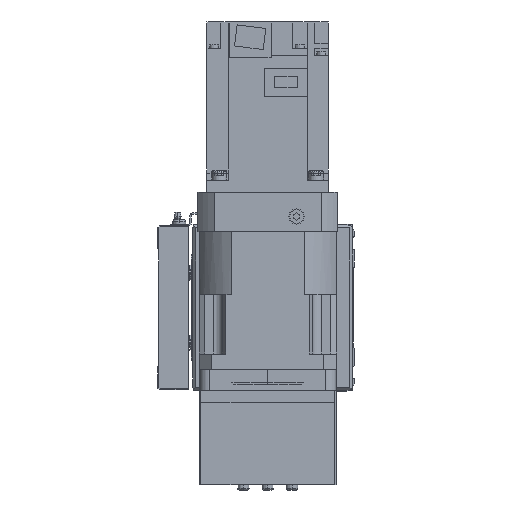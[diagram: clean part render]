
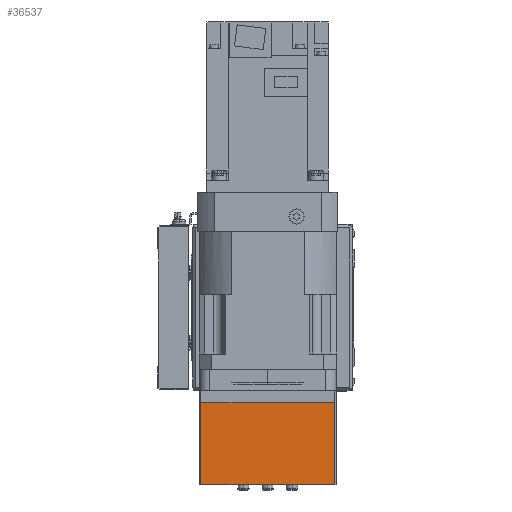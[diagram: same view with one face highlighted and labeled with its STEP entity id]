
A CAD part, left-side view. The second image highlights one B-rep face of the part: STEP entity #36537.
In plain terms, the highlighted planar face has unit normal (-1, 0, 0).
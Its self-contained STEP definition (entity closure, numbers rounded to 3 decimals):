
#3655 = CARTESIAN_POINT ( 'NONE',  ( -99.5, 100.1, -116.5 ) ) ;
#4332 = PLANE ( 'NONE',  #14322 ) ;
#6585 = VERTEX_POINT ( 'NONE', #40791 ) ;
#6841 = DIRECTION ( 'NONE',  ( 0., 0., 1. ) ) ;
#7634 = EDGE_LOOP ( 'NONE', ( #16465, #46163, #27478, #23187 ) ) ;
#9838 = DIRECTION ( 'NONE',  ( 0., 0., 1. ) ) ;
#11650 = EDGE_CURVE ( 'NONE', #6585, #39251, #41316, .T. ) ;
#12430 = DIRECTION ( 'NONE',  ( -1., 0., 0. ) ) ;
#12916 = FACE_OUTER_BOUND ( 'NONE', #7634, .T. ) ;
#14322 = AXIS2_PLACEMENT_3D ( 'NONE', #19531, #12430, #23602 ) ;
#16465 = ORIENTED_EDGE ( 'NONE', *, *, #11650, .T. ) ;
#17183 = CARTESIAN_POINT ( 'NONE',  ( -99.5, 100.1, -116.5 ) ) ;
#19024 = CARTESIAN_POINT ( 'NONE',  ( -99.5, 12.1, -62.5 ) ) ;
#19531 = CARTESIAN_POINT ( 'NONE',  ( -99.5, 100.1, -116.5 ) ) ;
#20774 = VECTOR ( 'NONE', #45310, 1000. ) ;
#23187 = ORIENTED_EDGE ( 'NONE', *, *, #46999, .T. ) ;
#23602 = DIRECTION ( 'NONE',  ( 0., 0., 1. ) ) ;
#26081 = CARTESIAN_POINT ( 'NONE',  ( -99.5, 100.1, -62.5 ) ) ;
#27478 = ORIENTED_EDGE ( 'NONE', *, *, #44201, .F. ) ;
#34128 = LINE ( 'NONE', #41481, #20774 ) ;
#34558 = DIRECTION ( 'NONE',  ( 0., -1., 0. ) ) ;
#36537 = ADVANCED_FACE ( 'NONE', ( #12916 ), #4332, .T. ) ;
#36985 = CARTESIAN_POINT ( 'NONE',  ( -99.5, 100.1, -116.5 ) ) ;
#39088 = VERTEX_POINT ( 'NONE', #36985 ) ;
#39251 = VERTEX_POINT ( 'NONE', #19024 ) ;
#39593 = VERTEX_POINT ( 'NONE', #26081 ) ;
#40102 = VECTOR ( 'NONE', #6841, 1000. ) ;
#40791 = CARTESIAN_POINT ( 'NONE',  ( -99.5, 12.1, -116.5 ) ) ;
#41223 = VECTOR ( 'NONE', #34558, 1000. ) ;
#41316 = LINE ( 'NONE', #45388, #40102 ) ;
#41481 = CARTESIAN_POINT ( 'NONE',  ( -99.5, 100.1, -62.5 ) ) ;
#42174 = LINE ( 'NONE', #3655, #41223 ) ;
#43008 = EDGE_CURVE ( 'NONE', #39593, #39251, #34128, .T. ) ;
#44038 = LINE ( 'NONE', #17183, #48363 ) ;
#44201 = EDGE_CURVE ( 'NONE', #39088, #39593, #44038, .T. ) ;
#45310 = DIRECTION ( 'NONE',  ( 0., -1., 0. ) ) ;
#45388 = CARTESIAN_POINT ( 'NONE',  ( -99.5, 12.1, -116.5 ) ) ;
#46163 = ORIENTED_EDGE ( 'NONE', *, *, #43008, .F. ) ;
#46999 = EDGE_CURVE ( 'NONE', #39088, #6585, #42174, .T. ) ;
#48363 = VECTOR ( 'NONE', #9838, 1000. ) ;
